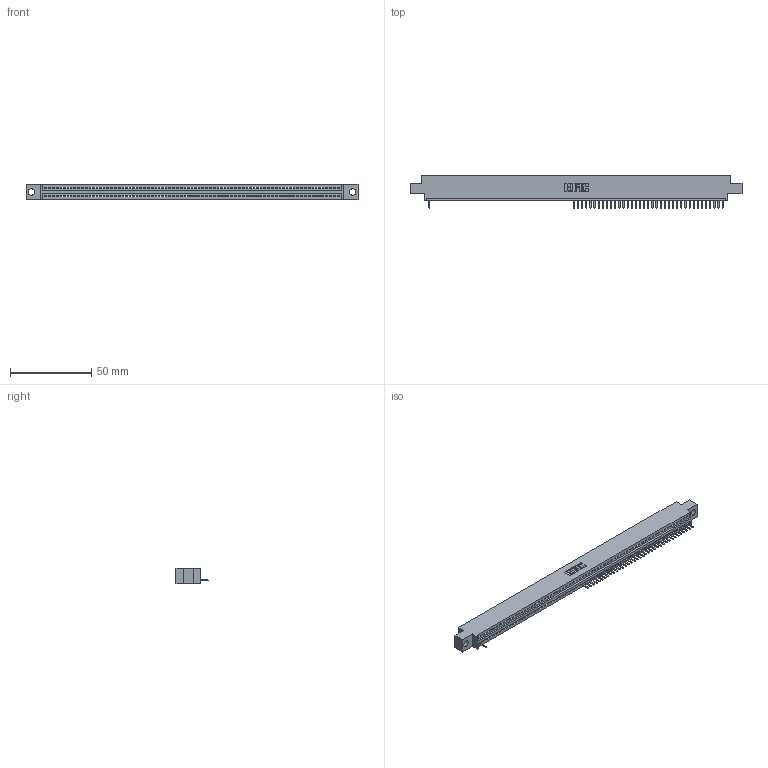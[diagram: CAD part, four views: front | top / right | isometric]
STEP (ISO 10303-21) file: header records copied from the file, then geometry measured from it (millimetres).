
FILE_DESCRIPTION (( 'STEP AP203' ), '1' );
FILE_NAME ('395-072-520-604.STEP', '2018-11-27T08:17:55', ( '' ), ( '' ), 'SwSTEP 2.0', 'SolidWorks 2016', '' );
FILE_SCHEMA (( 'CONFIG_CONTROL_DESIGN' ));
Length unit declared in the file: inch
Products named in the file (3): 395-072-520-604; 345 Part_0.170 Offset - 0.156 Dia-TH; 345-292-001_345-293-120
Assembly tree (39 placements, depth 2):
  395-072-520-604
    345 Part_0.170 Offset - 0.156 Dia-TH
    345-292-001_345-293-120  x38
Bounding box: 204.09 x 19.68 x 9.4 mm (x, y, z)
Volume: 18930.4 mm3; surface area: 23074.8 mm2
Topology: 39 solids, 39 shells, 3030 faces, 9181 edges, 6018 vertices
Faces by surface type: plane 2156, cylinder 874
Entity records: 49311 total; most frequent: ORIENTED_EDGE 8742, CARTESIAN_POINT 8714, DIRECTION 7515, EDGE_CURVE 4371, VECTOR 3947, LINE 3947, VERTEX_POINT 2910, AXIS2_PLACEMENT_3D 1784
